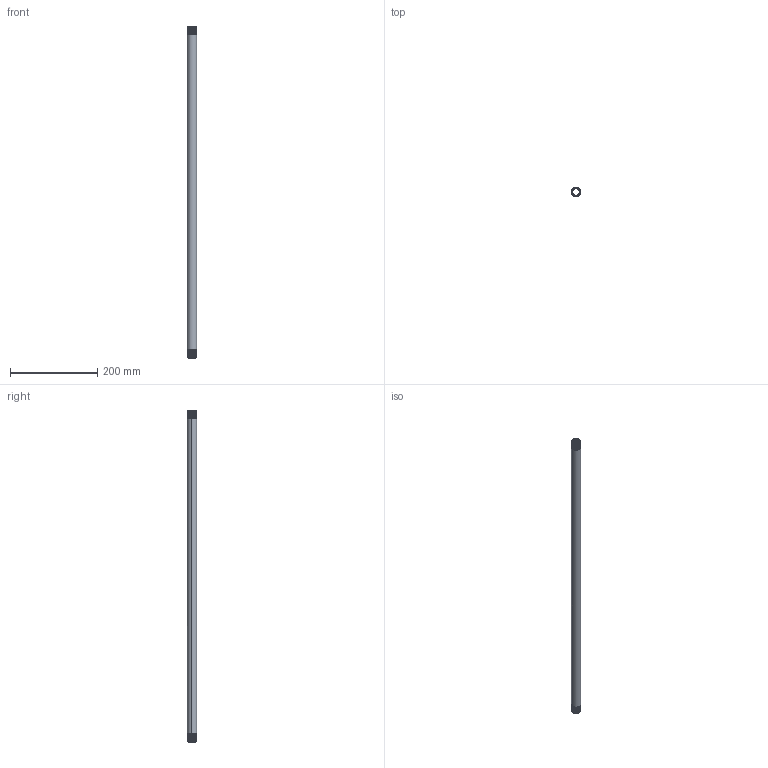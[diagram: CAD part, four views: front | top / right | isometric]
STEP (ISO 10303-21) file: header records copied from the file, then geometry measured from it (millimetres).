
FILE_DESCRIPTION (( 'STEP AP203' ), '1' );
FILE_NAME ('4813K469_Standard-Wall 304 304L Stainless Steel Pipe.STEP', '2021-09-09T23:30:47', ( 'Administrator' ), ( 'Managed by Terraform' ), 'SwSTEP 2.0', 'SolidWorks 2017', '' );
FILE_SCHEMA (( 'CONFIG_CONTROL_DESIGN' ));
Length unit declared in the file: inch
Products named in the file (1): 4813K469_Standard-Wall 304 304L Stainless Steel Pipe
Bounding box: 21.34 x 21.32 x 762 mm (x, y, z)
Volume: 120903.3 mm3; surface area: 90375.8 mm2
Topology: 1 solids, 1 shells, 74 faces, 208 edges, 136 vertices
Faces by surface type: cone 62, bspline 6, cylinder 4, plane 2
Entity records: 14749 total; most frequent: CARTESIAN_POINT 13013, ORIENTED_EDGE 416, DIRECTION 236, EDGE_CURVE 208, VERTEX_POINT 136, B_SPLINE_CURVE_WITH_KNOTS 128, AXIS2_PLACEMENT_3D 87, EDGE_LOOP 76
